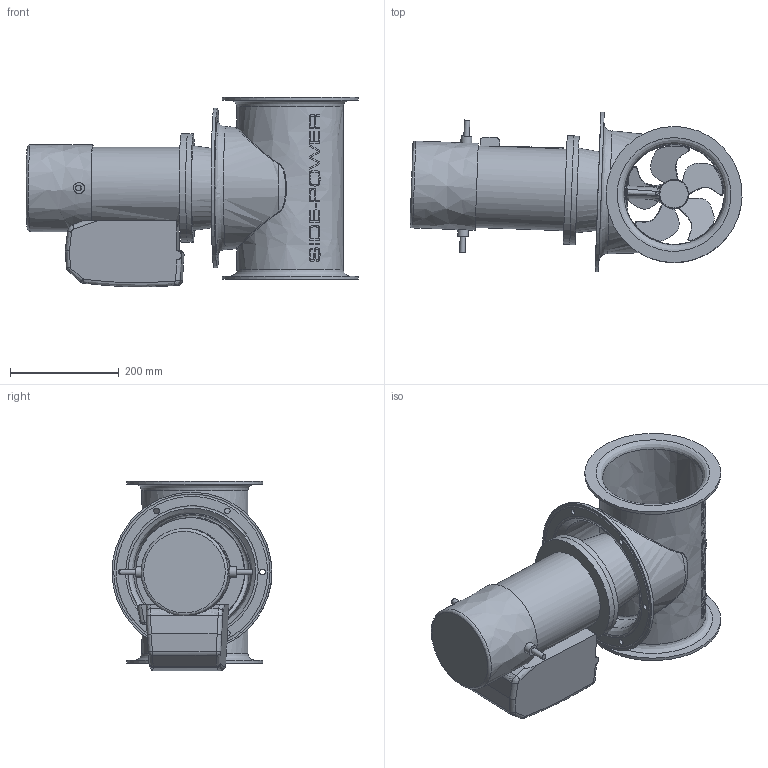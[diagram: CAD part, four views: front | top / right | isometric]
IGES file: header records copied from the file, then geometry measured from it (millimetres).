
Global section: file name: SE100_185mm STERN; native system: Autodesk Inventor 2015; preprocessor: unknown; author: Elvira H.; date: 20151201.110941; units: millimetre
Bounding box: 610.75 x 294.02 x 349.31 mm (x, y, z)
Volume: 12918128.9 mm3; surface area: 1052010.1 mm2
Topology: 2 solids, 3 shells, 390 faces, 1035 edges, 672 vertices
Faces by surface type: bspline 390
